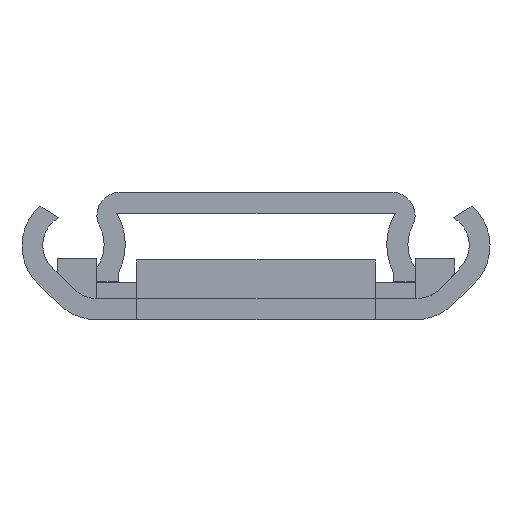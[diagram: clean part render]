
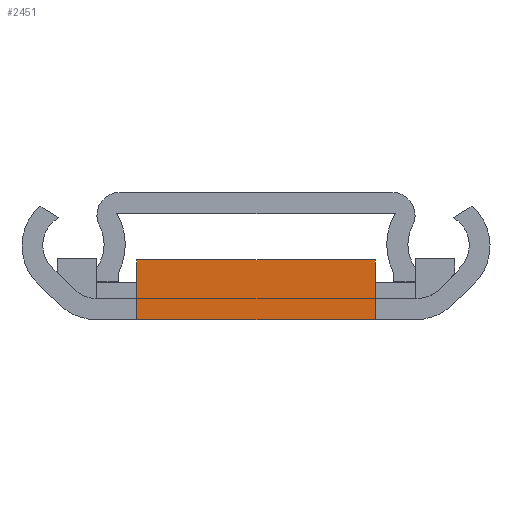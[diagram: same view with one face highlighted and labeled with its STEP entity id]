
A CAD part, left-side view. The second image highlights one B-rep face of the part: STEP entity #2451.
In plain terms, the highlighted face is planar.
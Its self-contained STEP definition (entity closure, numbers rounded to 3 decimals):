
#11 = CARTESIAN_POINT ( 'NONE',  ( 0., 9., -302.4 ) ) ;
#143 = LINE ( 'NONE', #4163, #995 ) ;
#341 = CARTESIAN_POINT ( 'NONE',  ( 4.5, 9., -302.4 ) ) ;
#361 = VERTEX_POINT ( 'NONE', #4078 ) ;
#371 = CARTESIAN_POINT ( 'NONE',  ( 0., 9., -302.4 ) ) ;
#416 = DIRECTION ( 'NONE',  ( 1., 0., 0. ) ) ;
#435 = EDGE_CURVE ( 'NONE', #1335, #3689, #2832, .T. ) ;
#442 = ORIENTED_EDGE ( 'NONE', *, *, #2797, .F. ) ;
#486 = LINE ( 'NONE', #11, #3319 ) ;
#711 = CARTESIAN_POINT ( 'NONE',  ( 4.5, -9., -302.4 ) ) ;
#804 = LINE ( 'NONE', #341, #1460 ) ;
#842 = PLANE ( 'NONE',  #3030 ) ;
#882 = CARTESIAN_POINT ( 'NONE',  ( 0., 9., -302.4 ) ) ;
#995 = VECTOR ( 'NONE', #3718, 1000. ) ;
#1335 = VERTEX_POINT ( 'NONE', #3175 ) ;
#1336 = LINE ( 'NONE', #882, #4346 ) ;
#1379 = VERTEX_POINT ( 'NONE', #3990 ) ;
#1425 = VECTOR ( 'NONE', #2993, 1000. ) ;
#1460 = VECTOR ( 'NONE', #4371, 1000. ) ;
#1578 = VERTEX_POINT ( 'NONE', #711 ) ;
#1677 = VERTEX_POINT ( 'NONE', #3048 ) ;
#1809 = EDGE_CURVE ( 'NONE', #361, #1379, #1336, .T. ) ;
#1813 = ORIENTED_EDGE ( 'NONE', *, *, #435, .F. ) ;
#1916 = DIRECTION ( 'NONE',  ( 1., 0., 0. ) ) ;
#2071 = ORIENTED_EDGE ( 'NONE', *, *, #3707, .T. ) ;
#2367 = CARTESIAN_POINT ( 'NONE',  ( 0., -9., -302.4 ) ) ;
#2451 = ADVANCED_FACE ( 'NONE', ( #2560 ), #842, .F. ) ;
#2560 = FACE_OUTER_BOUND ( 'NONE', #2602, .T. ) ;
#2602 = EDGE_LOOP ( 'NONE', ( #3817, #3436, #442, #2071, #1813, #3559 ) ) ;
#2797 = EDGE_CURVE ( 'NONE', #1578, #1677, #804, .T. ) ;
#2832 = LINE ( 'NONE', #2367, #3305 ) ;
#2867 = EDGE_CURVE ( 'NONE', #361, #1335, #486, .T. ) ;
#2993 = DIRECTION ( 'NONE',  ( -1., 0., 0. ) ) ;
#3030 = AXIS2_PLACEMENT_3D ( 'NONE', #371, #4397, #3946 ) ;
#3048 = CARTESIAN_POINT ( 'NONE',  ( 4.5, 9., -302.4 ) ) ;
#3175 = CARTESIAN_POINT ( 'NONE',  ( 0., -9., -302.4 ) ) ;
#3305 = VECTOR ( 'NONE', #1916, 1000. ) ;
#3319 = VECTOR ( 'NONE', #4046, 1000. ) ;
#3436 = ORIENTED_EDGE ( 'NONE', *, *, #3596, .F. ) ;
#3443 = CARTESIAN_POINT ( 'NONE',  ( 4.5, 9., -302.4 ) ) ;
#3559 = ORIENTED_EDGE ( 'NONE', *, *, #2867, .F. ) ;
#3596 = EDGE_CURVE ( 'NONE', #1677, #1379, #3900, .T. ) ;
#3689 = VERTEX_POINT ( 'NONE', #3818 ) ;
#3707 = EDGE_CURVE ( 'NONE', #1578, #3689, #143, .T. ) ;
#3718 = DIRECTION ( 'NONE',  ( -1., 0., 0. ) ) ;
#3817 = ORIENTED_EDGE ( 'NONE', *, *, #1809, .T. ) ;
#3818 = CARTESIAN_POINT ( 'NONE',  ( 1.6, -9., -302.4 ) ) ;
#3900 = LINE ( 'NONE', #3443, #1425 ) ;
#3946 = DIRECTION ( 'NONE',  ( 1., 0., 0. ) ) ;
#3990 = CARTESIAN_POINT ( 'NONE',  ( 1.6, 9., -302.4 ) ) ;
#4046 = DIRECTION ( 'NONE',  ( 0., -1., 0. ) ) ;
#4078 = CARTESIAN_POINT ( 'NONE',  ( 0., 9., -302.4 ) ) ;
#4163 = CARTESIAN_POINT ( 'NONE',  ( 4.5, -9., -302.4 ) ) ;
#4346 = VECTOR ( 'NONE', #416, 1000. ) ;
#4371 = DIRECTION ( 'NONE',  ( 0., 1., 0. ) ) ;
#4397 = DIRECTION ( 'NONE',  ( 0., 0., 1. ) ) ;
